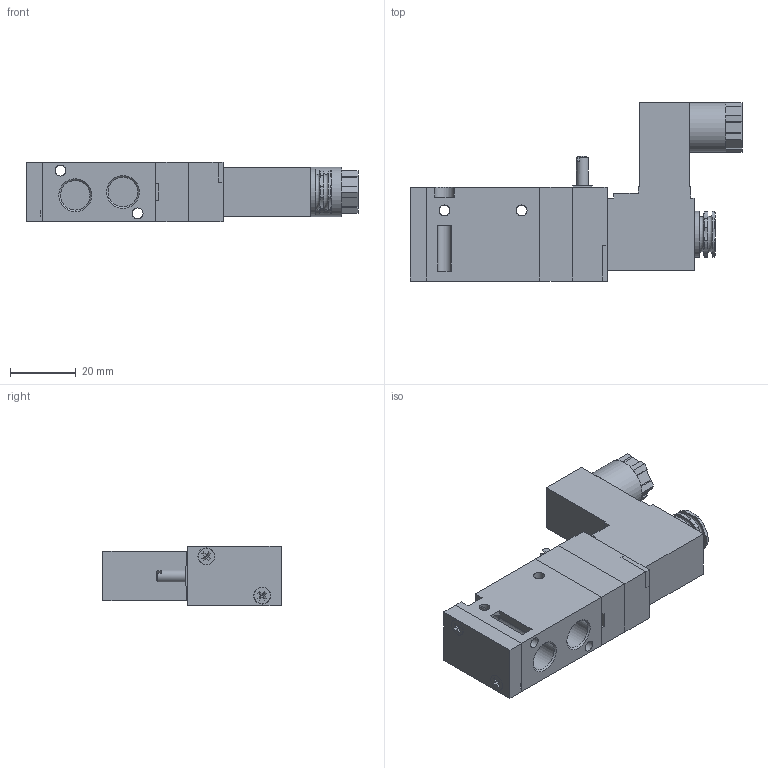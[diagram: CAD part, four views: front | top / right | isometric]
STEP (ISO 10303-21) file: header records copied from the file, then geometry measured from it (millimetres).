
FILE_DESCRIPTION(/* description */ (''),/* implementation_level */ '2;1');
FILE_NAME(/* name */ 'YPC-SF2601-IL.stp',/* time_stamp */ '2017-11-07T09:36:25+01:00',/* author */ (''),/* organization */ (''),/* preprocessor_version */ 'ST-DEVELOPER v15.2',/* originating_system */ 'Autodesk Translator Framework v2.0.0.5431',/* authorisation */ '');
FILE_SCHEMA (('AUTOMOTIVE_DESIGN { 1 0 10303 214 3 1 1 }'));
Length unit declared in the file: centimetre
Products named in the file (1): (Unsaved)
Bounding box: 101.1 x 54.25 x 18 mm (x, y, z)
Volume: 46420.7 mm3; surface area: 20639.7 mm2
Topology: 8 solids, 8 shells, 408 faces, 1075 edges, 714 vertices
Faces by surface type: plane 282, cylinder 105, cone 16, torus 3, bspline 2
Full cylindrical faces by diameter (mm): 3.3 x10, 3.6 x1, 3.7 x1, 4 x1, 4.5 x4, 4.8 x4, 5 x2, 5.1 x2, 6.5 x2, 7 x11, 7.5 x2, 7.8 x2, 8 x1, 8.6 x1, 9 x2, 10.6 x1, 14 x1, 15 x1
Entity records: 13548 total; most frequent: CARTESIAN_POINT 3847, ORIENTED_EDGE 2010, DIRECTION 1899, EDGE_CURVE 1005, VERTEX_POINT 705, LINE 679, VECTOR 679, AXIS2_PLACEMENT_3D 610
